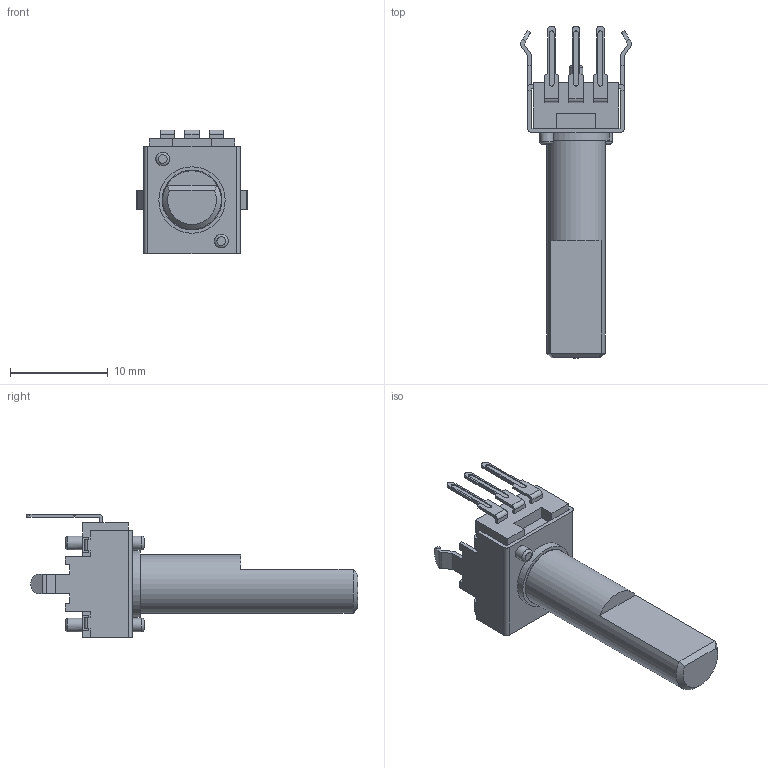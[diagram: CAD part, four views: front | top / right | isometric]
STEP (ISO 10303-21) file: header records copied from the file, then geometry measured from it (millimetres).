
FILE_DESCRIPTION(/* description */ (''),/* implementation_level */ '2;1');
FILE_NAME(/* name */ 'ptv09a-4x30u-xxxx.stp',/* time_stamp */ '2023-11-23T14:47:08-05:00',/* author */ ('Ishaan'),/* organization */ ('Bourns, Inc.'),/* preprocessor_version */ 'ST-DEVELOPER v19.2',/* originating_system */ 'Autodesk Inventor 2024',/* authorisation */ '');
FILE_SCHEMA (('AUTOMOTIVE_DESIGN { 1 0 10303 214 3 1 1 }'));
Length unit declared in the file: millimetre
Products named in the file (1): PTV09A-4X30U-XXXX
Bounding box: 11.4 x 33.99 x 12.65 mm (x, y, z)
Volume: 1009.4 mm3; surface area: 1548.4 mm2
Topology: 2 solids, 4 shells, 218 faces, 564 edges, 374 vertices
Faces by surface type: plane 166, cylinder 47, torus 4, cone 1
Full cylindrical faces by diameter (mm): 1.16 x1, 1.2 x1, 1.3 x2, 1.4 x4, 4.479 x1, 6 x1, 6.1 x1, 6.12 x1, 6.8 x1, 8.2 x1
Entity records: 6799 total; most frequent: CARTESIAN_POINT 1163, ORIENTED_EDGE 1128, DIRECTION 1109, EDGE_CURVE 564, LINE 453, VECTOR 453, VERTEX_POINT 374, AXIS2_PLACEMENT_3D 328
